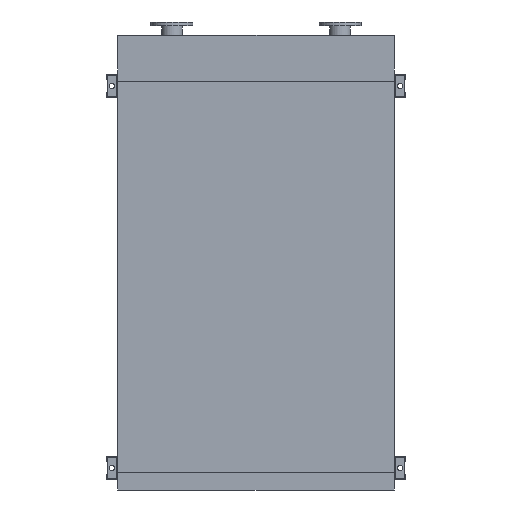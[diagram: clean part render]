
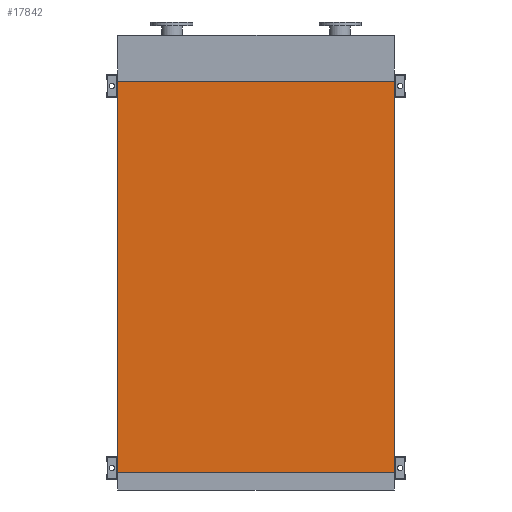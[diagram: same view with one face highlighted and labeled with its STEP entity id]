
A CAD part, front view. The second image highlights one B-rep face of the part: STEP entity #17842.
In plain terms, the highlighted planar face has unit normal (0, -1, 0).
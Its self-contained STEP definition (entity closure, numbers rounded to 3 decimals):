
#134 = CARTESIAN_POINT ( 'NONE',  ( -725., 0., -2050. ) ) ;
#1361 = CARTESIAN_POINT ( 'NONE',  ( -725., 0., 0. ) ) ;
#1428 = EDGE_CURVE ( 'NONE', #10883, #5243, #16194, .T. ) ;
#2209 = EDGE_LOOP ( 'NONE', ( #15121, #12080, #9016, #12479 ) ) ;
#2565 = CARTESIAN_POINT ( 'NONE',  ( 725., 0., -2050. ) ) ;
#2880 = DIRECTION ( 'NONE',  ( 1., 0., 0. ) ) ;
#3511 = VECTOR ( 'NONE', #16402, 1000. ) ;
#4282 = CARTESIAN_POINT ( 'NONE',  ( -725., 0., -2050. ) ) ;
#4946 = VECTOR ( 'NONE', #2880, 1000. ) ;
#5243 = VERTEX_POINT ( 'NONE', #11412 ) ;
#5408 = LINE ( 'NONE', #4282, #4946 ) ;
#6068 = VECTOR ( 'NONE', #17144, 1000. ) ;
#6252 = LINE ( 'NONE', #13423, #9848 ) ;
#6439 = EDGE_CURVE ( 'NONE', #11467, #10883, #5408, .T. ) ;
#6623 = CARTESIAN_POINT ( 'NONE',  ( -725., 0., 0. ) ) ;
#7355 = LINE ( 'NONE', #1361, #3511 ) ;
#7594 = DIRECTION ( 'NONE',  ( 0., 0., -1. ) ) ;
#7981 = CARTESIAN_POINT ( 'NONE',  ( 725., 0., -2050. ) ) ;
#8234 = DIRECTION ( 'NONE',  ( 0., 0., 1. ) ) ;
#8381 = AXIS2_PLACEMENT_3D ( 'NONE', #134, #15422, #7594 ) ;
#9016 = ORIENTED_EDGE ( 'NONE', *, *, #6439, .T. ) ;
#9418 = VERTEX_POINT ( 'NONE', #6623 ) ;
#9848 = VECTOR ( 'NONE', #8234, 1000. ) ;
#10560 = CARTESIAN_POINT ( 'NONE',  ( -725., 0., -2050. ) ) ;
#10883 = VERTEX_POINT ( 'NONE', #2565 ) ;
#11412 = CARTESIAN_POINT ( 'NONE',  ( 725., 0., 0. ) ) ;
#11467 = VERTEX_POINT ( 'NONE', #10560 ) ;
#12080 = ORIENTED_EDGE ( 'NONE', *, *, #17451, .F. ) ;
#12280 = FACE_OUTER_BOUND ( 'NONE', #2209, .T. ) ;
#12479 = ORIENTED_EDGE ( 'NONE', *, *, #1428, .T. ) ;
#13423 = CARTESIAN_POINT ( 'NONE',  ( -725., 0., -2050. ) ) ;
#15121 = ORIENTED_EDGE ( 'NONE', *, *, #17652, .F. ) ;
#15362 = PLANE ( 'NONE',  #8381 ) ;
#15422 = DIRECTION ( 'NONE',  ( 0., -1., 0. ) ) ;
#16194 = LINE ( 'NONE', #7981, #6068 ) ;
#16402 = DIRECTION ( 'NONE',  ( 1., 0., 0. ) ) ;
#17144 = DIRECTION ( 'NONE',  ( 0., 0., 1. ) ) ;
#17451 = EDGE_CURVE ( 'NONE', #11467, #9418, #6252, .T. ) ;
#17652 = EDGE_CURVE ( 'NONE', #9418, #5243, #7355, .T. ) ;
#17842 = ADVANCED_FACE ( 'NONE', ( #12280 ), #15362, .T. ) ;
